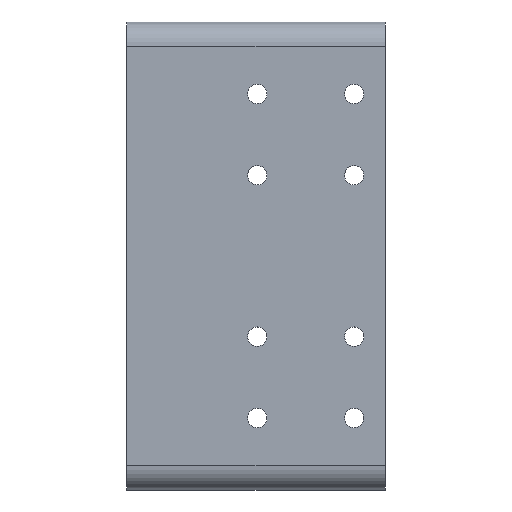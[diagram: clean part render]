
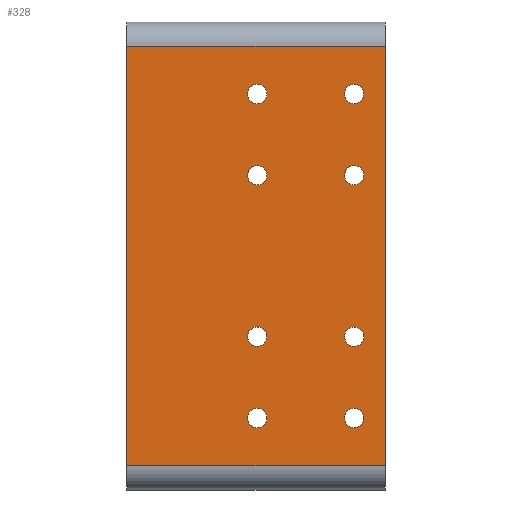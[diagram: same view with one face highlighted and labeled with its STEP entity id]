
A CAD part, top view. The second image highlights one B-rep face of the part: STEP entity #328.
In plain terms, the highlighted planar face has unit normal (0, 0, 1).
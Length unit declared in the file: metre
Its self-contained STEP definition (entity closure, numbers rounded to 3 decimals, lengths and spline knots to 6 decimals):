
#34=LINE('',#527,#44);
#35=LINE('',#530,#45);
#36=LINE('',#532,#46);
#37=LINE('',#534,#47);
#44=VECTOR('',#425,1.);
#45=VECTOR('',#426,1.);
#46=VECTOR('',#427,1.);
#47=VECTOR('',#428,1.);
#54=ORIENTED_EDGE('',*,*,#130,.F.);
#55=ORIENTED_EDGE('',*,*,#131,.F.);
#56=ORIENTED_EDGE('',*,*,#132,.F.);
#57=ORIENTED_EDGE('',*,*,#133,.F.);
#58=ORIENTED_EDGE('',*,*,#134,.F.);
#59=ORIENTED_EDGE('',*,*,#135,.F.);
#60=ORIENTED_EDGE('',*,*,#136,.F.);
#61=ORIENTED_EDGE('',*,*,#137,.F.);
#62=ORIENTED_EDGE('',*,*,#138,.T.);
#63=ORIENTED_EDGE('',*,*,#139,.F.);
#64=ORIENTED_EDGE('',*,*,#140,.F.);
#65=ORIENTED_EDGE('',*,*,#141,.T.);
#130=EDGE_CURVE('',#168,#168,#200,.T.);
#131=EDGE_CURVE('',#169,#169,#201,.T.);
#132=EDGE_CURVE('',#170,#170,#202,.T.);
#133=EDGE_CURVE('',#171,#171,#203,.T.);
#134=EDGE_CURVE('',#172,#172,#204,.T.);
#135=EDGE_CURVE('',#173,#173,#205,.T.);
#136=EDGE_CURVE('',#174,#174,#206,.T.);
#137=EDGE_CURVE('',#175,#175,#207,.T.);
#138=EDGE_CURVE('',#176,#177,#34,.T.);
#139=EDGE_CURVE('',#178,#177,#35,.T.);
#140=EDGE_CURVE('',#179,#178,#36,.T.);
#141=EDGE_CURVE('',#179,#176,#37,.T.);
#168=VERTEX_POINT('',#512);
#169=VERTEX_POINT('',#514);
#170=VERTEX_POINT('',#516);
#171=VERTEX_POINT('',#518);
#172=VERTEX_POINT('',#520);
#173=VERTEX_POINT('',#522);
#174=VERTEX_POINT('',#524);
#175=VERTEX_POINT('',#526);
#176=VERTEX_POINT('',#528);
#177=VERTEX_POINT('',#529);
#178=VERTEX_POINT('',#531);
#179=VERTEX_POINT('',#533);
#200=CIRCLE('',#360,0.001899);
#201=CIRCLE('',#361,0.001899);
#202=CIRCLE('',#362,0.001899);
#203=CIRCLE('',#363,0.001899);
#204=CIRCLE('',#364,0.001899);
#205=CIRCLE('',#365,0.001899);
#206=CIRCLE('',#366,0.001899);
#207=CIRCLE('',#367,0.001899);
#228=EDGE_LOOP('',(#54));
#229=EDGE_LOOP('',(#55));
#230=EDGE_LOOP('',(#56));
#231=EDGE_LOOP('',(#57));
#232=EDGE_LOOP('',(#58));
#233=EDGE_LOOP('',(#59));
#234=EDGE_LOOP('',(#60));
#235=EDGE_LOOP('',(#61));
#236=EDGE_LOOP('',(#62,#63,#64,#65));
#276=FACE_BOUND('',#228,.T.);
#277=FACE_BOUND('',#229,.T.);
#278=FACE_BOUND('',#230,.T.);
#279=FACE_BOUND('',#231,.T.);
#280=FACE_BOUND('',#232,.T.);
#281=FACE_BOUND('',#233,.T.);
#282=FACE_BOUND('',#234,.T.);
#283=FACE_BOUND('',#235,.T.);
#284=FACE_BOUND('',#236,.T.);
#324=PLANE('',#359);
#328=ADVANCED_FACE('',(#276,#277,#278,#279,#280,#281,#282,#283,#284),#324,
 .F.);
#359=AXIS2_PLACEMENT_3D('',#510,#407,#408);
#360=AXIS2_PLACEMENT_3D('',#511,#409,#410);
#361=AXIS2_PLACEMENT_3D('',#513,#411,#412);
#362=AXIS2_PLACEMENT_3D('',#515,#413,#414);
#363=AXIS2_PLACEMENT_3D('',#517,#415,#416);
#364=AXIS2_PLACEMENT_3D('',#519,#417,#418);
#365=AXIS2_PLACEMENT_3D('',#521,#419,#420);
#366=AXIS2_PLACEMENT_3D('',#523,#421,#422);
#367=AXIS2_PLACEMENT_3D('',#525,#423,#424);
#407=DIRECTION('',(0.,0.,-1.));
#408=DIRECTION('',(0.,1.,0.));
#409=DIRECTION('',(0.,0.,1.));
#410=DIRECTION('',(0.,-1.,0.));
#411=DIRECTION('',(0.,0.,1.));
#412=DIRECTION('',(0.,-1.,0.));
#413=DIRECTION('',(0.,0.,1.));
#414=DIRECTION('',(1.,0.,0.));
#415=DIRECTION('',(0.,0.,1.));
#416=DIRECTION('',(1.,0.,0.));
#417=DIRECTION('',(0.,0.,1.));
#418=DIRECTION('',(1.,0.,0.));
#419=DIRECTION('',(0.,0.,1.));
#420=DIRECTION('',(1.,0.,0.));
#421=DIRECTION('',(0.,0.,1.));
#422=DIRECTION('',(1.,0.,0.));
#423=DIRECTION('',(0.,0.,1.));
#424=DIRECTION('',(1.,0.,0.));
#425=DIRECTION('',(0.,-1.,0.));
#426=DIRECTION('',(-1.,0.,0.));
#427=DIRECTION('',(0.,-1.,0.));
#428=DIRECTION('',(-1.,0.,0.));
#510=CARTESIAN_POINT('',(0.0508,-0.041275,0.004763));
#511=CARTESIAN_POINT('',(0.025654,-0.0094,0.004763));
#512=CARTESIAN_POINT('',(0.025654,-0.011299,0.004763));
#513=CARTESIAN_POINT('',(0.044704,-0.0094,0.004763));
#514=CARTESIAN_POINT('',(0.044704,-0.011299,0.004763));
#515=CARTESIAN_POINT('',(0.044704,-0.0254,0.004763));
#516=CARTESIAN_POINT('',(0.046603,-0.0254,0.004763));
#517=CARTESIAN_POINT('',(0.044704,-0.05715,0.004763));
#518=CARTESIAN_POINT('',(0.046603,-0.05715,0.004763));
#519=CARTESIAN_POINT('',(0.044704,-0.07315,0.004763));
#520=CARTESIAN_POINT('',(0.046603,-0.07315,0.004763));
#521=CARTESIAN_POINT('',(0.025654,-0.07315,0.004763));
#522=CARTESIAN_POINT('',(0.027553,-0.07315,0.004763));
#523=CARTESIAN_POINT('',(0.025654,-0.05715,0.004763));
#524=CARTESIAN_POINT('',(0.027553,-0.05715,0.004763));
#525=CARTESIAN_POINT('',(0.025654,-0.0254,0.004763));
#526=CARTESIAN_POINT('',(0.027553,-0.0254,0.004763));
#527=CARTESIAN_POINT('',(0.,-0.041275,0.004763));
#528=CARTESIAN_POINT('',(0.,0.,0.004763));
#529=CARTESIAN_POINT('',(0.,-0.08255,0.004763));
#530=CARTESIAN_POINT('',(0.0508,-0.08255,0.004763));
#531=CARTESIAN_POINT('',(0.0508,-0.08255,0.004763));
#532=CARTESIAN_POINT('',(0.0508,-0.041275,0.004763));
#533=CARTESIAN_POINT('',(0.0508,0.,0.004763));
#534=CARTESIAN_POINT('',(0.0508,0.,0.004763));
